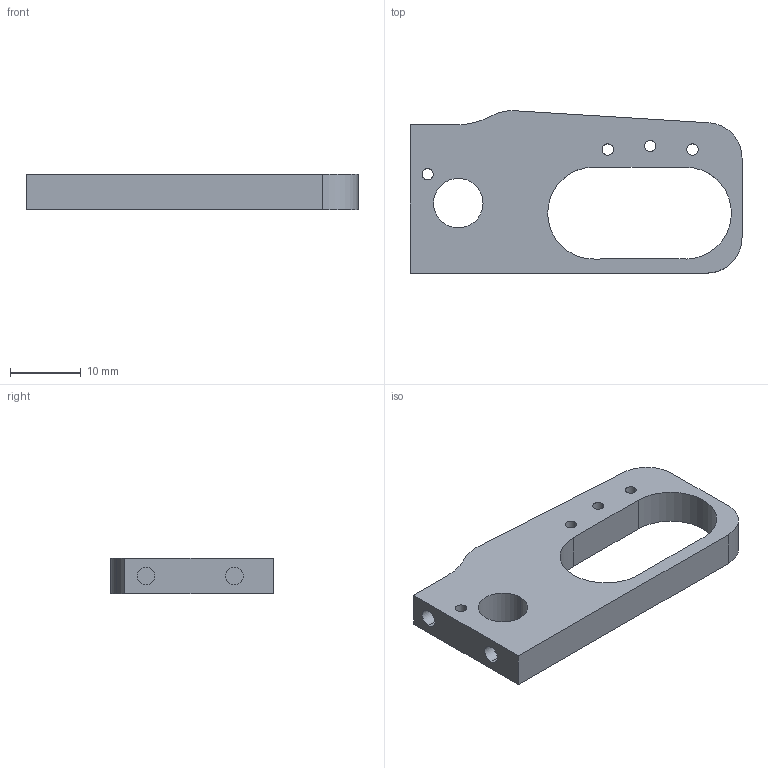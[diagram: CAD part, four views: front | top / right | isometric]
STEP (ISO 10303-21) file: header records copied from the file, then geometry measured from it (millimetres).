
FILE_DESCRIPTION (( 'STEP AP214' ), '1' );
FILE_NAME ('slider - right.STEP', '2025-08-04T21:57:33', ( '' ), ( '' ), 'SwSTEP 2.0', 'SolidWorks 2025', '' );
FILE_SCHEMA (( 'AUTOMOTIVE_DESIGN' ));
Length unit declared in the file: millimetre
Products named in the file (1): slider - right
Bounding box: 47 x 22.99 x 5 mm (x, y, z)
Volume: 2979.6 mm3; surface area: 2736 mm2
Topology: 1 solids, 1 shells, 35 faces, 90 edges, 60 vertices
Faces by surface type: cylinder 23, plane 12
Entity records: 1137 total; most frequent: DIRECTION 208, CARTESIAN_POINT 186, ORIENTED_EDGE 180, EDGE_CURVE 90, AXIS2_PLACEMENT_3D 82, VERTEX_POINT 60, EDGE_LOOP 50, CIRCLE 46
